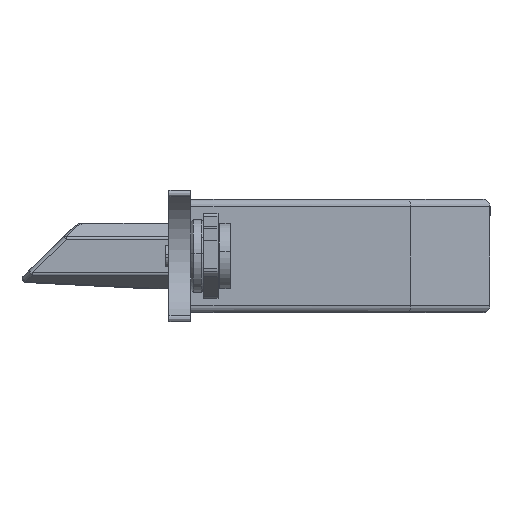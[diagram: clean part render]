
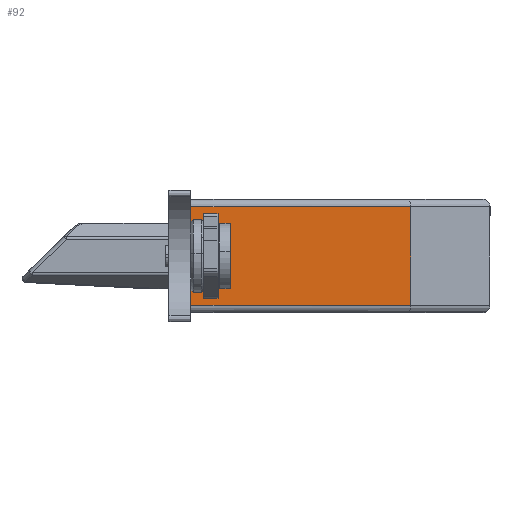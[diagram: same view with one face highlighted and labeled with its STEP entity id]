
A CAD part, front view. The second image highlights one B-rep face of the part: STEP entity #92.
In plain terms, the highlighted face is planar.
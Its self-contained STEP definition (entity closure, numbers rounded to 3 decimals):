
#92 = ADVANCED_FACE ( 'NONE', ( #8600 ), #2476, .T. ) ;
#308 = EDGE_CURVE ( 'NONE', #2441, #2562, #8844, .T. ) ;
#362 = ORIENTED_EDGE ( 'NONE', *, *, #308, .T. ) ;
#700 = VERTEX_POINT ( 'NONE', #4258 ) ;
#786 = DIRECTION ( 'NONE',  ( 0., 1., 0. ) ) ;
#1096 = CARTESIAN_POINT ( 'NONE',  ( -33.75, -41.5, -7.75 ) ) ;
#1242 = CARTESIAN_POINT ( 'NONE',  ( -33.75, -0.7, -7.75 ) ) ;
#1466 = CARTESIAN_POINT ( 'NONE',  ( -33.75, -0.7, 6.75 ) ) ;
#2024 = DIRECTION ( 'NONE',  ( 0., 0., 1. ) ) ;
#2096 = DIRECTION ( 'NONE',  ( 0., 0., 1. ) ) ;
#2112 = CARTESIAN_POINT ( 'NONE',  ( -33.75, -41.5, -6.75 ) ) ;
#2441 = VERTEX_POINT ( 'NONE', #2628 ) ;
#2476 = PLANE ( 'NONE',  #4876 ) ;
#2562 = VERTEX_POINT ( 'NONE', #5172 ) ;
#2628 = CARTESIAN_POINT ( 'NONE',  ( -33.75, -0.7, -6.75 ) ) ;
#3130 = CARTESIAN_POINT ( 'NONE',  ( -33.75, -0.7, 6.75 ) ) ;
#4258 = CARTESIAN_POINT ( 'NONE',  ( -33.75, -30.7, 6.75 ) ) ;
#4259 = VECTOR ( 'NONE', #6620, 1000. ) ;
#4354 = EDGE_CURVE ( 'NONE', #2562, #700, #4851, .T. ) ;
#4423 = ORIENTED_EDGE ( 'NONE', *, *, #6983, .T. ) ;
#4621 = VERTEX_POINT ( 'NONE', #3130 ) ;
#4680 = VECTOR ( 'NONE', #2096, 1000. ) ;
#4851 = LINE ( 'NONE', #7112, #4680 ) ;
#4876 = AXIS2_PLACEMENT_3D ( 'NONE', #1096, #8456, #6385 ) ;
#5172 = CARTESIAN_POINT ( 'NONE',  ( -33.75, -30.7, -6.75 ) ) ;
#5292 = EDGE_CURVE ( 'NONE', #2441, #4621, #9549, .T. ) ;
#5379 = LINE ( 'NONE', #1466, #6191 ) ;
#5848 = ORIENTED_EDGE ( 'NONE', *, *, #4354, .T. ) ;
#6191 = VECTOR ( 'NONE', #786, 1000. ) ;
#6385 = DIRECTION ( 'NONE',  ( 0., 0., 1. ) ) ;
#6620 = DIRECTION ( 'NONE',  ( 0., -1., 0. ) ) ;
#6763 = ORIENTED_EDGE ( 'NONE', *, *, #5292, .F. ) ;
#6892 = EDGE_LOOP ( 'NONE', ( #6763, #362, #5848, #4423 ) ) ;
#6983 = EDGE_CURVE ( 'NONE', #700, #4621, #5379, .T. ) ;
#7112 = CARTESIAN_POINT ( 'NONE',  ( -33.75, -30.7, -7.75 ) ) ;
#8456 = DIRECTION ( 'NONE',  ( -1., 0., 0. ) ) ;
#8600 = FACE_OUTER_BOUND ( 'NONE', #6892, .T. ) ;
#8844 = LINE ( 'NONE', #2112, #4259 ) ;
#8959 = VECTOR ( 'NONE', #2024, 1000. ) ;
#9549 = LINE ( 'NONE', #1242, #8959 ) ;
